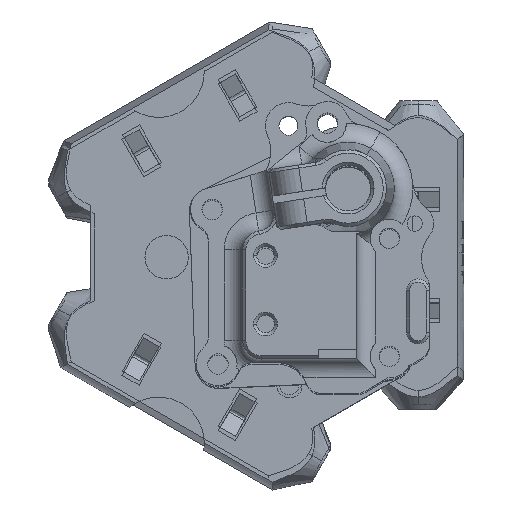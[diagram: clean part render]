
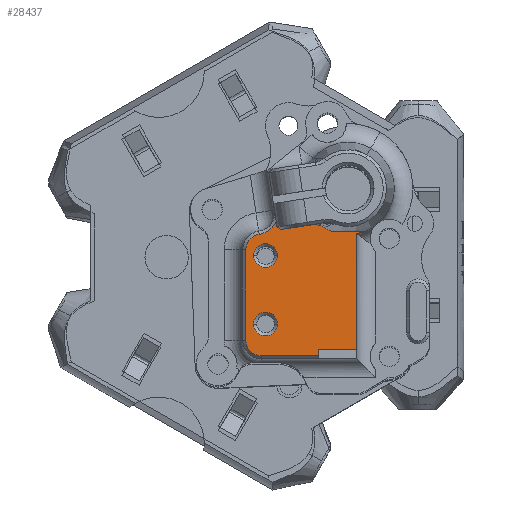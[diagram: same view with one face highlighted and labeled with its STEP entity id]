
A CAD part, top view. The second image highlights one B-rep face of the part: STEP entity #28437.
In plain terms, the highlighted planar face has unit normal (0, 0, 1).
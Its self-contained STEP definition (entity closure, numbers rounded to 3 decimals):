
#23201=CARTESIAN_POINT('Vertex',(1283.352,587.264,259.095)) ;
#23206=CARTESIAN_POINT('Line Origine',(1280.852,587.264,259.095)) ;
#23210=CARTESIAN_POINT('Vertex',(1278.352,587.264,259.095)) ;
#23253=CARTESIAN_POINT('Vertex',(1283.352,602.47,259.095)) ;
#23256=CARTESIAN_POINT('Line Origine',(1283.352,594.867,259.095)) ;
#23287=CARTESIAN_POINT('Line Origine',(1282.194,602.764,259.095)) ;
#23291=CARTESIAN_POINT('Vertex',(1284.367,602.764,259.095)) ;
#23293=CARTESIAN_POINT('Vertex',(1280.021,602.764,259.095)) ;
#23323=CARTESIAN_POINT('Axis2P3D Location',(1282.194,608.375,259.095)) ;
#23327=CARTESIAN_POINT('Vertex',(1279.042,603.25,259.095)) ;
#23329=CARTESIAN_POINT('Vertex',(1279.246,603.13,259.095)) ;
#23407=CARTESIAN_POINT('Vertex',(1277.376,603.586,259.095)) ;
#23411=CARTESIAN_POINT('Control Point',(1279.042,603.25,259.095)) ;
#23412=CARTESIAN_POINT('Control Point',(1278.673,603.477,259.095)) ;
#23413=CARTESIAN_POINT('Control Point',(1278.25,603.617,259.095)) ;
#23414=CARTESIAN_POINT('Control Point',(1277.805,603.652,259.095)) ;
#23415=CARTESIAN_POINT('Control Point',(1277.376,603.586,259.095)) ;
#26490=CARTESIAN_POINT('Line Origine',(1275.345,603.273,259.095)) ;
#26494=CARTESIAN_POINT('Vertex',(1273.315,602.961,259.095)) ;
#26666=CARTESIAN_POINT('Axis2P3D Location',(1282.194,608.375,259.095)) ;
#26671=CARTESIAN_POINT('Axis2P3D Location',(1282.194,608.375,259.095)) ;
#27627=CARTESIAN_POINT('Line Origine',(1273.087,603.128,259.095)) ;
#27631=CARTESIAN_POINT('Vertex',(1272.859,603.295,259.095)) ;
#27802=CARTESIAN_POINT('Axis2P3D Location',(0.,0.,259.095)) ;
#27946=CARTESIAN_POINT('Vertex',(1278.352,586.377,259.095)) ;
#27961=CARTESIAN_POINT('Line Origine',(1278.352,586.821,259.095)) ;
#27989=CARTESIAN_POINT('Vertex',(1272.735,604.096,259.095)) ;
#27994=CARTESIAN_POINT('Line Origine',(1272.797,603.696,259.095)) ;
#28147=CARTESIAN_POINT('Vertex',(1270.505,602.343,259.095)) ;
#28154=CARTESIAN_POINT('Vertex',(1268.752,600.314,259.095)) ;
#28157=CARTESIAN_POINT('Axis2P3D Location',(1270.802,600.314,259.095)) ;
#28178=CARTESIAN_POINT('Vertex',(1268.752,588.427,259.095)) ;
#28181=CARTESIAN_POINT('Line Origine',(1268.752,595.756,259.095)) ;
#28202=CARTESIAN_POINT('Vertex',(1270.802,586.377,259.095)) ;
#28205=CARTESIAN_POINT('Axis2P3D Location',(1270.802,588.427,259.095)) ;
#28222=CARTESIAN_POINT('Line Origine',(1276.36,586.377,259.095)) ;
#28239=CARTESIAN_POINT('Axis2P3D Location',(1270.092,605.162,259.095)) ;
#28315=CARTESIAN_POINT('Vertex',(1272.902,590.564,259.095)) ;
#28318=CARTESIAN_POINT('Axis2P3D Location',(1271.352,590.564,259.095)) ;
#28322=CARTESIAN_POINT('Vertex',(1269.802,590.564,259.095)) ;
#28342=CARTESIAN_POINT('Axis2P3D Location',(1271.352,590.564,259.095)) ;
#28415=CARTESIAN_POINT('Axis2P3D Location',(1271.352,599.564,259.095)) ;
#28419=CARTESIAN_POINT('Vertex',(1269.802,599.564,259.095)) ;
#28421=CARTESIAN_POINT('Vertex',(1272.902,599.564,259.095)) ;
#28424=CARTESIAN_POINT('Axis2P3D Location',(1271.352,599.564,259.095)) ;
#23207=DIRECTION('Vector Direction',(1.,0.,0.)) ;
#23257=DIRECTION('Vector Direction',(0.,-1.,0.)) ;
#23288=DIRECTION('Vector Direction',(-1.,0.,0.)) ;
#23324=DIRECTION('Axis2P3D Direction',(0.,0.,-1.)) ;
#26491=DIRECTION('Vector Direction',(0.988,0.152,0.)) ;
#26667=DIRECTION('Axis2P3D Direction',(0.,0.,-1.)) ;
#26672=DIRECTION('Axis2P3D Direction',(0.,0.,-1.)) ;
#27628=DIRECTION('Vector Direction',(0.806,-0.591,0.)) ;
#27803=DIRECTION('Axis2P3D Direction',(0.,0.,1.)) ;
#27804=DIRECTION('Axis2P3D XDirection',(1.,0.,0.)) ;
#27962=DIRECTION('Vector Direction',(0.,-1.,0.)) ;
#27995=DIRECTION('Vector Direction',(-0.152,0.988,0.)) ;
#28158=DIRECTION('Axis2P3D Direction',(0.,0.,-1.)) ;
#28182=DIRECTION('Vector Direction',(0.,-1.,0.)) ;
#28206=DIRECTION('Axis2P3D Direction',(0.,0.,1.)) ;
#28223=DIRECTION('Vector Direction',(1.,0.,0.)) ;
#28240=DIRECTION('Axis2P3D Direction',(0.,0.,1.)) ;
#28319=DIRECTION('Axis2P3D Direction',(0.,0.,1.)) ;
#28343=DIRECTION('Axis2P3D Direction',(0.,0.,1.)) ;
#28416=DIRECTION('Axis2P3D Direction',(0.,0.,1.)) ;
#28425=DIRECTION('Axis2P3D Direction',(0.,0.,1.)) ;
#23325=AXIS2_PLACEMENT_3D('Circle Axis2P3D',#23323,#23324,$) ;
#26668=AXIS2_PLACEMENT_3D('Circle Axis2P3D',#26666,#26667,$) ;
#26673=AXIS2_PLACEMENT_3D('Circle Axis2P3D',#26671,#26672,$) ;
#27805=AXIS2_PLACEMENT_3D('Plane Axis2P3D',#27802,#27803,#27804) ;
#28159=AXIS2_PLACEMENT_3D('Circle Axis2P3D',#28157,#28158,$) ;
#28207=AXIS2_PLACEMENT_3D('Circle Axis2P3D',#28205,#28206,$) ;
#28241=AXIS2_PLACEMENT_3D('Circle Axis2P3D',#28239,#28240,$) ;
#28320=AXIS2_PLACEMENT_3D('Circle Axis2P3D',#28318,#28319,$) ;
#28344=AXIS2_PLACEMENT_3D('Circle Axis2P3D',#28342,#28343,$) ;
#28417=AXIS2_PLACEMENT_3D('Circle Axis2P3D',#28415,#28416,$) ;
#28426=AXIS2_PLACEMENT_3D('Circle Axis2P3D',#28424,#28425,$) ;
#28398=ORIENTED_EDGE('',*,*,#27965,.F.) ;
#28399=ORIENTED_EDGE('',*,*,#23212,.F.) ;
#28400=ORIENTED_EDGE('',*,*,#23260,.T.) ;
#28401=ORIENTED_EDGE('',*,*,#26675,.T.) ;
#28402=ORIENTED_EDGE('',*,*,#23295,.T.) ;
#28403=ORIENTED_EDGE('',*,*,#26670,.F.) ;
#28404=ORIENTED_EDGE('',*,*,#23331,.F.) ;
#28405=ORIENTED_EDGE('',*,*,#23416,.T.) ;
#28406=ORIENTED_EDGE('',*,*,#26496,.F.) ;
#28407=ORIENTED_EDGE('',*,*,#27633,.F.) ;
#28408=ORIENTED_EDGE('',*,*,#27998,.F.) ;
#28409=ORIENTED_EDGE('',*,*,#28243,.T.) ;
#28410=ORIENTED_EDGE('',*,*,#28161,.T.) ;
#28411=ORIENTED_EDGE('',*,*,#28185,.T.) ;
#28412=ORIENTED_EDGE('',*,*,#28209,.T.) ;
#28413=ORIENTED_EDGE('',*,*,#28226,.T.) ;
#28430=ORIENTED_EDGE('',*,*,#28423,.F.) ;
#28431=ORIENTED_EDGE('',*,*,#28428,.F.) ;
#28434=ORIENTED_EDGE('',*,*,#28346,.F.) ;
#28435=ORIENTED_EDGE('',*,*,#28324,.F.) ;
#28432=FACE_BOUND('',#28429,.T.) ;
#28436=FACE_BOUND('',#28433,.T.) ;
#23208=VECTOR('Line Direction',#23207,1.) ;
#23258=VECTOR('Line Direction',#23257,1.) ;
#23289=VECTOR('Line Direction',#23288,1.) ;
#26492=VECTOR('Line Direction',#26491,1.) ;
#27629=VECTOR('Line Direction',#27628,1.) ;
#27963=VECTOR('Line Direction',#27962,1.) ;
#27996=VECTOR('Line Direction',#27995,1.) ;
#28183=VECTOR('Line Direction',#28182,1.) ;
#28224=VECTOR('Line Direction',#28223,1.) ;
#28437=ADVANCED_FACE('Corps principal',(#28414,#28432,#28436),#27806,.T.) ;
#23410=B_SPLINE_CURVE_WITH_KNOTS('',4,(#23411,#23412,#23413,#23414,#23415),.UNSPECIFIED.,.F.,.U.,(5,5),(0.,3.011),.UNSPECIFIED.) ;
#23326=CIRCLE('generated circle',#23325,6.017) ;
#26669=CIRCLE('generated circle',#26668,6.017) ;
#26674=CIRCLE('generated circle',#26673,6.017) ;
#28160=CIRCLE('generated circle',#28159,2.05) ;
#28208=CIRCLE('generated circle',#28207,2.05) ;
#28242=CIRCLE('generated circle',#28241,2.85) ;
#28321=CIRCLE('generated circle',#28320,1.55) ;
#28345=CIRCLE('generated circle',#28344,1.55) ;
#28418=CIRCLE('generated circle',#28417,1.55) ;
#28427=CIRCLE('generated circle',#28426,1.55) ;
#23212=EDGE_CURVE('',#23202,#23211,#23209,.F.) ;
#23260=EDGE_CURVE('',#23202,#23254,#23259,.F.) ;
#23295=EDGE_CURVE('',#23292,#23294,#23290,.T.) ;
#23331=EDGE_CURVE('',#23328,#23330,#23326,.F.) ;
#23416=EDGE_CURVE('',#23328,#23408,#23410,.T.) ;
#26496=EDGE_CURVE('',#26495,#23408,#26493,.T.) ;
#26670=EDGE_CURVE('',#23330,#23294,#26669,.F.) ;
#26675=EDGE_CURVE('',#23254,#23292,#26674,.F.) ;
#27633=EDGE_CURVE('',#27632,#26495,#27630,.T.) ;
#27965=EDGE_CURVE('',#23211,#27947,#27964,.T.) ;
#27998=EDGE_CURVE('',#27990,#27632,#27997,.F.) ;
#28161=EDGE_CURVE('',#28148,#28155,#28160,.F.) ;
#28185=EDGE_CURVE('',#28155,#28179,#28184,.T.) ;
#28209=EDGE_CURVE('',#28179,#28203,#28208,.T.) ;
#28226=EDGE_CURVE('',#28203,#27947,#28225,.T.) ;
#28243=EDGE_CURVE('',#27990,#28148,#28242,.F.) ;
#28324=EDGE_CURVE('',#28316,#28323,#28321,.T.) ;
#28346=EDGE_CURVE('',#28323,#28316,#28345,.T.) ;
#28423=EDGE_CURVE('',#28420,#28422,#28418,.T.) ;
#28428=EDGE_CURVE('',#28422,#28420,#28427,.T.) ;
#28397=EDGE_LOOP('',(#28398,#28399,#28400,#28401,#28402,#28403,#28404,#28405,#28406,#28407,#28408,#28409,#28410,#28411,#28412,#28413)) ;
#28429=EDGE_LOOP('',(#28430,#28431)) ;
#28433=EDGE_LOOP('',(#28434,#28435)) ;
#28414=FACE_OUTER_BOUND('',#28397,.T.) ;
#23209=LINE('Line',#23206,#23208) ;
#23259=LINE('Line',#23256,#23258) ;
#23290=LINE('Line',#23287,#23289) ;
#26493=LINE('Line',#26490,#26492) ;
#27630=LINE('Line',#27627,#27629) ;
#27964=LINE('Line',#27961,#27963) ;
#27997=LINE('Line',#27994,#27996) ;
#28184=LINE('Line',#28181,#28183) ;
#28225=LINE('Line',#28222,#28224) ;
#27806=PLANE('Plane',#27805) ;
#23202=VERTEX_POINT('',#23201) ;
#23211=VERTEX_POINT('',#23210) ;
#23254=VERTEX_POINT('',#23253) ;
#23292=VERTEX_POINT('',#23291) ;
#23294=VERTEX_POINT('',#23293) ;
#23328=VERTEX_POINT('',#23327) ;
#23330=VERTEX_POINT('',#23329) ;
#23408=VERTEX_POINT('',#23407) ;
#26495=VERTEX_POINT('',#26494) ;
#27632=VERTEX_POINT('',#27631) ;
#27947=VERTEX_POINT('',#27946) ;
#27990=VERTEX_POINT('',#27989) ;
#28148=VERTEX_POINT('',#28147) ;
#28155=VERTEX_POINT('',#28154) ;
#28179=VERTEX_POINT('',#28178) ;
#28203=VERTEX_POINT('',#28202) ;
#28316=VERTEX_POINT('',#28315) ;
#28323=VERTEX_POINT('',#28322) ;
#28420=VERTEX_POINT('',#28419) ;
#28422=VERTEX_POINT('',#28421) ;
